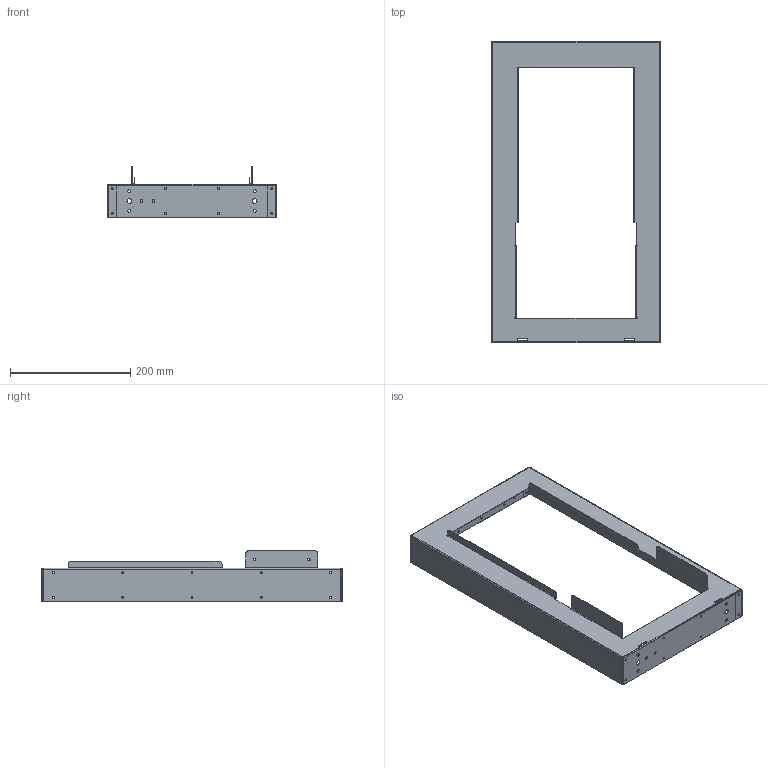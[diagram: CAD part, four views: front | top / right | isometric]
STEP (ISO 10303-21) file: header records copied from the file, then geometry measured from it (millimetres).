
FILE_DESCRIPTION(/* description */ (''),/* implementation_level */ '2;1');
FILE_NAME(/* name */ 'frame_front.stp',/* time_stamp */ '2016-10-16T16:12:29-07:00',/* author */ ('cruiser'),/* organization */ (''),/* preprocessor_version */ 'ST-DEVELOPER v15.2',/* originating_system */ 'Autodesk Inventor 2014',/* authorisation */ '');
FILE_SCHEMA (('AUTOMOTIVE_DESIGN { 1 0 10303 214 3 1 1 }'));
Length unit declared in the file: millimetre
Products named in the file (1): frame_front
Bounding box: 280 x 500 x 84.18 mm (x, y, z)
Volume: 143119.1 mm3; surface area: 317978.5 mm2
Topology: 1 solids, 1 shells, 239 faces, 615 edges, 378 vertices
Faces by surface type: cylinder 125, plane 114
Full cylindrical faces by diameter (mm): 3 x8, 3.26 x44, 4.24 x6, 5 x8, 8 x4, 12 x1
Entity records: 7196 total; most frequent: DIRECTION 1274, CARTESIAN_POINT 1162, ORIENTED_EDGE 1088, EDGE_CURVE 544, AXIS2_PLACEMENT_3D 490, EDGE_LOOP 458, VERTEX_POINT 378, LINE 294
